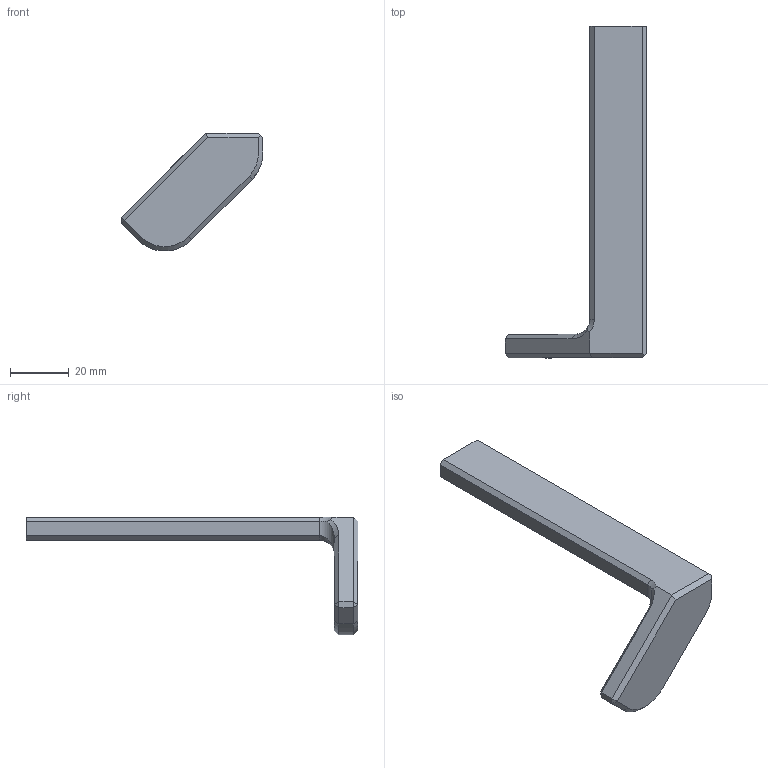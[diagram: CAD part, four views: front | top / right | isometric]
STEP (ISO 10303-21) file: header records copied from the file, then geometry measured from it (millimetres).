
FILE_DESCRIPTION(/* description */ (''),/* implementation_level */ '2;1');
FILE_NAME(/* name */ '5f1a6142b9fe9c131d37a061',/* time_stamp */ '2020-07-24T04:19:15+00:00',/* author */ (''),/* organization */ (''),/* preprocessor_version */ 'ST-DEVELOPER v16.7',/* originating_system */ $,/* authorisation */ $);
FILE_SCHEMA (('AUTOMOTIVE_DESIGN {1 0 10303 214 3 1 1}'));
Length unit declared in the file: metre
Products named in the file (1): Bridge
Bounding box: 48.01 x 112.8 x 40.11 mm (x, y, z)
Volume: 22886.4 mm3; surface area: 8554.1 mm2
Topology: 1 solids, 1 shells, 39 faces, 89 edges, 52 vertices
Faces by surface type: plane 25, bspline 6, cylinder 4, cone 4
Full cylindrical faces by diameter (mm): 16.3 x1
Entity records: 1280 total; most frequent: CARTESIAN_POINT 444, ORIENTED_EDGE 174, DIRECTION 143, EDGE_CURVE 87, LINE 55, VECTOR 55, VERTEX_POINT 52, AXIS2_PLACEMENT_3D 44
